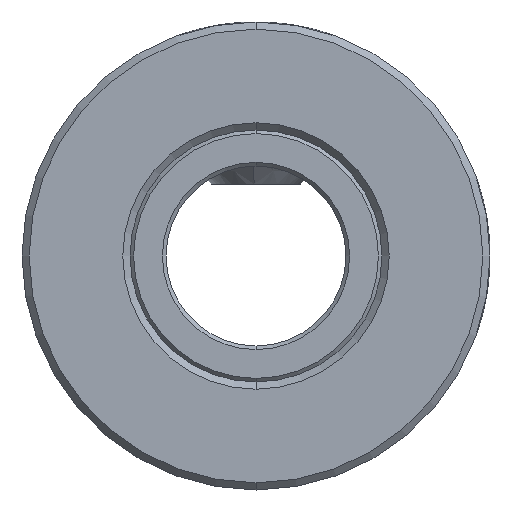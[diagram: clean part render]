
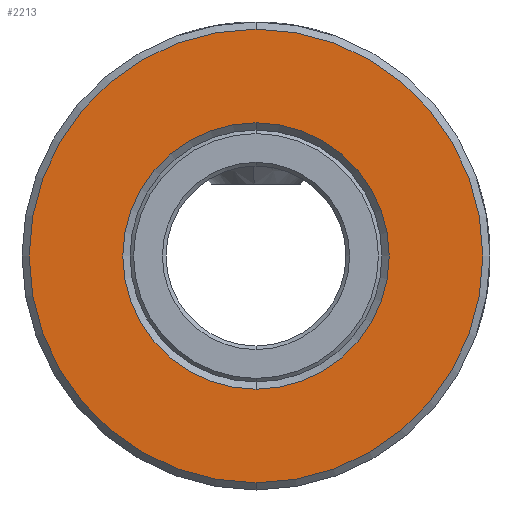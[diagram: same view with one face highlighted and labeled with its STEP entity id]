
A CAD part, front view. The second image highlights one B-rep face of the part: STEP entity #2213.
In plain terms, the highlighted planar face has unit normal (0, -1, 0).
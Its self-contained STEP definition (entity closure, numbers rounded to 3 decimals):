
#238 = ORIENTED_EDGE ( 'NONE', *, *, #4150, .T. ) ;
#433 = DIRECTION ( 'NONE',  ( 0., 0., 1. ) ) ;
#676 = CARTESIAN_POINT ( 'NONE',  ( 0., -3., 3.7 ) ) ;
#1026 = CARTESIAN_POINT ( 'NONE',  ( 0., -3., -3.7 ) ) ;
#1280 = PLANE ( 'NONE',  #7166 ) ;
#1368 = DIRECTION ( 'NONE',  ( 0., -1., 0. ) ) ;
#1428 = CIRCLE ( 'NONE', #2386, 3.7 ) ;
#1474 = DIRECTION ( 'NONE',  ( 0., 0., 1. ) ) ;
#1561 = ORIENTED_EDGE ( 'NONE', *, *, #2065, .T. ) ;
#1716 = ORIENTED_EDGE ( 'NONE', *, *, #4730, .T. ) ;
#1785 = DIRECTION ( 'NONE',  ( 0., 0., 1. ) ) ;
#1862 = EDGE_CURVE ( 'NONE', #5544, #2960, #3425, .T. ) ;
#1867 = DIRECTION ( 'NONE',  ( 0., 0., 1. ) ) ;
#2065 = EDGE_CURVE ( 'NONE', #2960, #5544, #1428, .T. ) ;
#2213 = ADVANCED_FACE ( 'NONE', ( #4404, #5723 ), #1280, .F. ) ;
#2378 = DIRECTION ( 'NONE',  ( 0., -1., 0. ) ) ;
#2386 = AXIS2_PLACEMENT_3D ( 'NONE', #6296, #5163, #1785 ) ;
#2474 = VERTEX_POINT ( 'NONE', #2815 ) ;
#2725 = CIRCLE ( 'NONE', #3528, 6.3 ) ;
#2815 = CARTESIAN_POINT ( 'NONE',  ( 0., -3., 6.3 ) ) ;
#2960 = VERTEX_POINT ( 'NONE', #1026 ) ;
#3086 = EDGE_LOOP ( 'NONE', ( #238, #1716 ) ) ;
#3425 = CIRCLE ( 'NONE', #6552, 3.7 ) ;
#3528 = AXIS2_PLACEMENT_3D ( 'NONE', #4654, #1368, #5306 ) ;
#3780 = DIRECTION ( 'NONE',  ( 0., 1., 0. ) ) ;
#4150 = EDGE_CURVE ( 'NONE', #2474, #5431, #5000, .T. ) ;
#4404 = FACE_BOUND ( 'NONE', #4668, .T. ) ;
#4467 = CARTESIAN_POINT ( 'NONE',  ( 0., -3., -6.3 ) ) ;
#4654 = CARTESIAN_POINT ( 'NONE',  ( 0., -3., 0. ) ) ;
#4668 = EDGE_LOOP ( 'NONE', ( #1561, #4936 ) ) ;
#4730 = EDGE_CURVE ( 'NONE', #5431, #2474, #2725, .T. ) ;
#4936 = ORIENTED_EDGE ( 'NONE', *, *, #1862, .T. ) ;
#5000 = CIRCLE ( 'NONE', #7269, 6.3 ) ;
#5163 = DIRECTION ( 'NONE',  ( 0., 1., 0. ) ) ;
#5306 = DIRECTION ( 'NONE',  ( 0., 0., 1. ) ) ;
#5431 = VERTEX_POINT ( 'NONE', #4467 ) ;
#5544 = VERTEX_POINT ( 'NONE', #676 ) ;
#5723 = FACE_OUTER_BOUND ( 'NONE', #3086, .T. ) ;
#5773 = CARTESIAN_POINT ( 'NONE',  ( 0., -3., 0. ) ) ;
#6296 = CARTESIAN_POINT ( 'NONE',  ( 0., -3., 0. ) ) ;
#6388 = CARTESIAN_POINT ( 'NONE',  ( 0., -3., 0. ) ) ;
#6552 = AXIS2_PLACEMENT_3D ( 'NONE', #6555, #3780, #433 ) ;
#6555 = CARTESIAN_POINT ( 'NONE',  ( 0., -3., 0. ) ) ;
#6913 = DIRECTION ( 'NONE',  ( 0., 1., 0. ) ) ;
#7166 = AXIS2_PLACEMENT_3D ( 'NONE', #5773, #6913, #1867 ) ;
#7269 = AXIS2_PLACEMENT_3D ( 'NONE', #6388, #2378, #1474 ) ;
